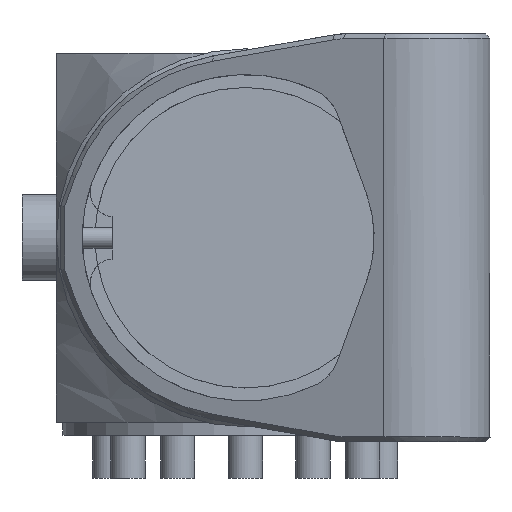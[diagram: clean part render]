
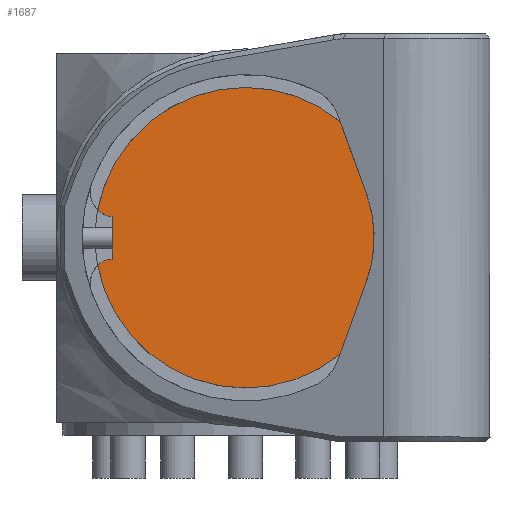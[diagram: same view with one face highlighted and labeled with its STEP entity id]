
A CAD part, left-side view. The second image highlights one B-rep face of the part: STEP entity #1687.
In plain terms, the highlighted planar face has unit normal (-1, 0, 0).
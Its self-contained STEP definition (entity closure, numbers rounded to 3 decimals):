
#353=PLANE('',#1831);
#408=FACE_OUTER_BOUND('',#519,.T.);
#519=EDGE_LOOP('',(#1204,#1205));
#690=CIRCLE('',#1832,41.);
#691=CIRCLE('',#1833,41.);
#785=VERTEX_POINT('',#2588);
#786=VERTEX_POINT('',#2589);
#950=EDGE_CURVE('',#785,#786,#690,.T.);
#951=EDGE_CURVE('',#786,#785,#691,.T.);
#1204=ORIENTED_EDGE('',*,*,#950,.F.);
#1205=ORIENTED_EDGE('',*,*,#951,.F.);
#1687=ADVANCED_FACE('',(#408),#353,.F.);
#1831=AXIS2_PLACEMENT_3D('',#2587,#2051,#2052);
#1832=AXIS2_PLACEMENT_3D('',#2590,#2053,#2054);
#1833=AXIS2_PLACEMENT_3D('',#2591,#2055,#2056);
#2051=DIRECTION('center_axis',(1.,0.,0.));
#2052=DIRECTION('ref_axis',(0.,0.,-1.));
#2053=DIRECTION('center_axis',(1.,0.,0.));
#2054=DIRECTION('ref_axis',(0.,0.,-1.));
#2055=DIRECTION('center_axis',(1.,0.,0.));
#2056=DIRECTION('ref_axis',(0.,0.,-1.));
#2587=CARTESIAN_POINT('Origin',(322.1,39.,0.));
#2588=CARTESIAN_POINT('',(322.1,80.,0.));
#2589=CARTESIAN_POINT('',(322.1,-2.,0.));
#2590=CARTESIAN_POINT('Origin',(322.1,39.,0.));
#2591=CARTESIAN_POINT('Origin',(322.1,39.,0.));
